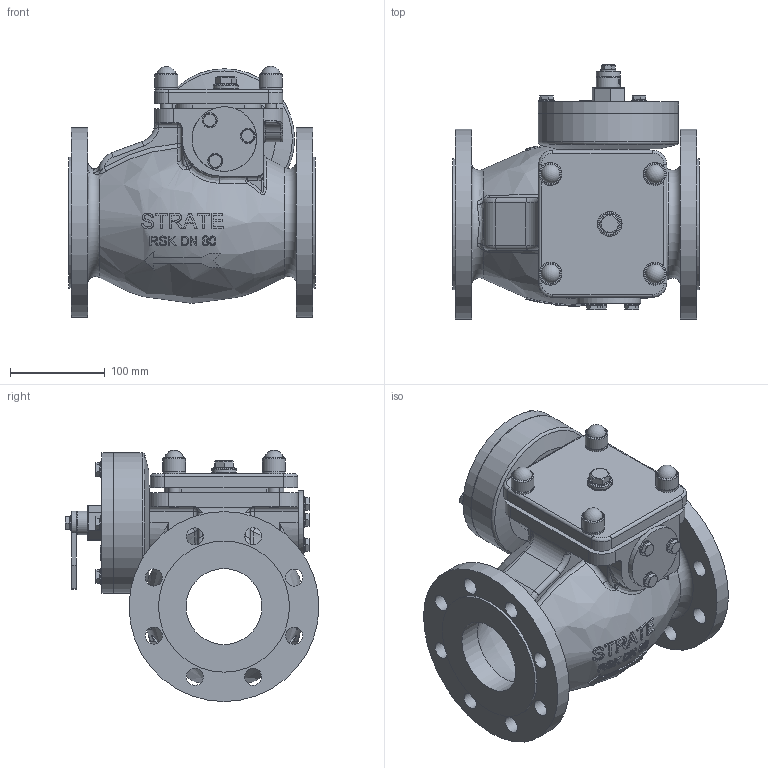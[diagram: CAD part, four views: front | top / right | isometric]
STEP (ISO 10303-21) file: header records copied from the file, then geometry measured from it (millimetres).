
FILE_DESCRIPTION(/* description */ (''),/* implementation_level */ '2;1');
FILE_NAME(/* name */ 'RSK DN 80 FT.stp',/* time_stamp */ '2019-06-03T12:49:00+02:00',/* author */ ('aunrein'),/* organization */ (''),/* preprocessor_version */ 'ST-DEVELOPER v16.13',/* originating_system */ 'Autodesk Inventor 2018',/* authorisation */ '');
FILE_SCHEMA (('AUTOMOTIVE_DESIGN { 1 0 10303 214 3 1 1 }'));
Length unit declared in the file: millimetre
Products named in the file (1): RSK DN 80 FT
Bounding box: 260 x 267.4 x 264.42 mm (x, y, z)
Volume: 3470676.3 mm3; surface area: 558942.4 mm2
Topology: 1 solids, 1 shells, 947 faces, 2291 edges, 1469 vertices
Faces by surface type: plane 418, bspline 243, cylinder 170, cone 68, torus 36, sphere 12
Full cylindrical faces by diameter (mm): 4.917 x1, 7.323 x4, 8 x4, 8.4 x4, 9 x6, 10 x1, 10.5 x1, 11.4 x7, 12 x4, 13 x4, 14 x4, 15 x4, 16 x8, 16.5 x1, 18 x16, 18.631 x1, 20.15 x1, 20.5 x1, 21.939 x1, 24 x8, 25 x1, 25.9 x1, 26 x1, 30 x4, 35.1 x1, 68 x1, 80 x3, 96 x1, 100 x2, 109.6 x1
Entity records: 32798 total; most frequent: CARTESIAN_POINT 12030, ORIENTED_EDGE 4222, DIRECTION 3943, EDGE_CURVE 2111, AXIS2_PLACEMENT_3D 1633, VERTEX_POINT 1433, EDGE_LOOP 1266, FACE_OUTER_BOUND 947
